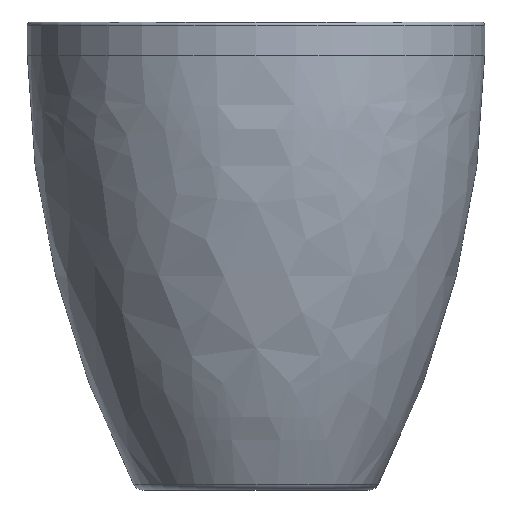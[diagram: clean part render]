
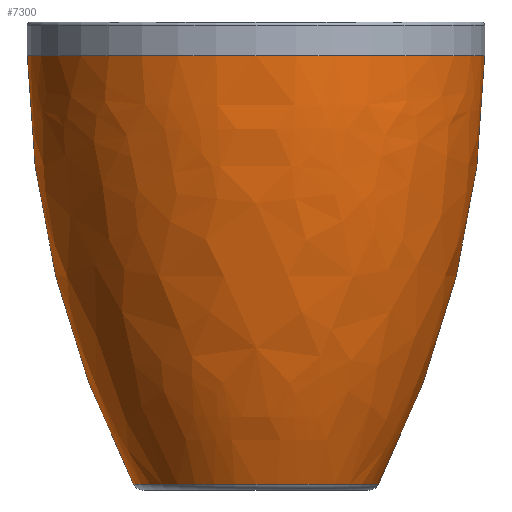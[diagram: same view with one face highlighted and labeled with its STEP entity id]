
A CAD part, left-side view. The second image highlights one B-rep face of the part: STEP entity #7300.
In plain terms, the highlighted free-form (B-spline) face has degree [3, 3] with [7, 4] control points.
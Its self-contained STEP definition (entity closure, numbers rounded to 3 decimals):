
#3221=CARTESIAN_POINT('',(0.,0.,-42.206));
#3222=DIRECTION('',(0.,0.,1.));
#3223=DIRECTION('',(0.,1.,0.));
#3224=AXIS2_PLACEMENT_3D('',#3221,#3222,#3223);
#3226=CARTESIAN_POINT('',(0.,-72.912,1.266));
#3227=DIRECTION('',(1.,0.,0.));
#3228=DIRECTION('',(0.,0.89,-0.456));
#3229=AXIS2_PLACEMENT_3D('',#3226,#3227,#3228);
#3231=CARTESIAN_POINT('',(0.,0.,0.));
#3232=DIRECTION('',(0.,0.,-1.));
#3233=DIRECTION('',(0.,-1.,0.));
#3234=AXIS2_PLACEMENT_3D('',#3231,#3232,#3233);
#3236=CARTESIAN_POINT('',(0.,72.912,
1.266));
#3237=DIRECTION('',(-1.,0.,0.));
#3238=DIRECTION('',(0.,-0.89,-0.456));
#3239=AXIS2_PLACEMENT_3D('',#3236,#3237,#3238);
#3473=CARTESIAN_POINT('',(0.,-12.031,-42.206));
#3474=CARTESIAN_POINT('',(0.,12.031,-42.206));
#3475=VERTEX_POINT('',#3473);
#3476=VERTEX_POINT('',#3474);
#3495=CARTESIAN_POINT('',(0.,22.5,0.));
#3496=CARTESIAN_POINT('',(0.,-22.5,0.));
#3497=VERTEX_POINT('',#3495);
#3498=VERTEX_POINT('',#3496);
#7263=CARTESIAN_POINT('',(1.413,-22.463,
0.877));
#7264=CARTESIAN_POINT('',(1.409,-22.401,
-14.477));
#7265=CARTESIAN_POINT('',(1.177,-18.711,
-29.381));
#7266=CARTESIAN_POINT('',(0.73,-11.605,
-42.985));
#7267=CARTESIAN_POINT('',(-12.411,-23.333,
0.877));
#7268=CARTESIAN_POINT('',(-12.376,-23.268,
-14.477));
#7269=CARTESIAN_POINT('',(-10.338,-19.436,
-29.381));
#7270=CARTESIAN_POINT('',(-6.411,-12.054,
-42.985));
#7271=CARTESIAN_POINT('',(-22.508,-13.851,
0.877));
#7272=CARTESIAN_POINT('',(-22.445,-13.813,
-14.477));
#7273=CARTESIAN_POINT('',(-18.748,-11.538,
-29.381));
#7274=CARTESIAN_POINT('',(-11.628,-7.156,
-42.985));
#7275=CARTESIAN_POINT('',(-22.508,0.,0.877));
#7276=CARTESIAN_POINT('',(-22.445,0.,-14.477));
#7277=CARTESIAN_POINT('',(-18.748,0.,-29.381));
#7278=CARTESIAN_POINT('',(-11.628,0.,-42.985));
#7279=CARTESIAN_POINT('',(-22.508,13.851,
0.877));
#7280=CARTESIAN_POINT('',(-22.445,13.813,
-14.477));
#7281=CARTESIAN_POINT('',(-18.748,11.538,
-29.381));
#7282=CARTESIAN_POINT('',(-11.628,7.156,
-42.985));
#7283=CARTESIAN_POINT('',(-12.411,23.333,
0.877));
#7284=CARTESIAN_POINT('',(-12.376,23.268,
-14.477));
#7285=CARTESIAN_POINT('',(-10.338,19.436,
-29.381));
#7286=CARTESIAN_POINT('',(-6.411,12.054,
-42.985));
#7287=CARTESIAN_POINT('',(1.413,22.463,0.877));
#7288=CARTESIAN_POINT('',(1.409,22.401,-14.477));
#7289=CARTESIAN_POINT('',(1.177,18.711,-29.381));
#7290=CARTESIAN_POINT('',(0.73,11.605,
-42.985));
#7291=(BOUNDED_SURFACE()B_SPLINE_SURFACE(3,3,((#7263,#7264,#7265,#7266),(#7267,
#7268,#7269,#7270),(#7271,#7272,#7273,#7274),(#7275,#7276,#7277,#7278),(#7279,
#7280,#7281,#7282),(#7283,#7284,#7285,#7286),(#7287,#7288,#7289,#7290)),
.UNSPECIFIED.,.F.,.F.,.F.)B_SPLINE_SURFACE_WITH_KNOTS((4,3,4),(4,4),(0.,1.,
2.),(0.,1.),.UNSPECIFIED.)GEOMETRIC_REPRESENTATION_ITEM()RATIONAL_B_SPLINE_SURFACE(((1.204,1.182,1.182,1.204),(
0.951,0.933,0.933,0.951),(
0.951,0.933,0.933,0.951),(
1.204,1.182,1.182,1.204),(
0.951,0.933,0.933,0.951),(
0.951,0.933,0.933,0.951),(
1.204,1.182,1.182,1.204)))REPRESENTATION_ITEM('')SURFACE());
#7293=ORIENTED_EDGE('',*,*,#7292,.F.);
#7294=ORIENTED_EDGE('',*,*,#7258,.T.);
#7296=ORIENTED_EDGE('',*,*,#7295,.F.);
#7297=ORIENTED_EDGE('',*,*,#7254,.F.);
#7298=EDGE_LOOP('',(#7293,#7294,#7296,#7297));
#7299=FACE_OUTER_BOUND('',#7298,.F.);
#7300=ADVANCED_FACE('',(#7299),#7291,.T.);
#3225=CIRCLE('',#3224,12.031);
#3230=CIRCLE('',#3229,95.42);
#3235=CIRCLE('',#3234,22.5);
#3240=CIRCLE('',#3239,95.42);
#7254=EDGE_CURVE('',#3475,#3498,#3240,.T.);
#7258=EDGE_CURVE('',#3476,#3497,#3230,.T.);
#7292=EDGE_CURVE('',#3476,#3475,#3225,.T.);
#7295=EDGE_CURVE('',#3498,#3497,#3235,.T.);
